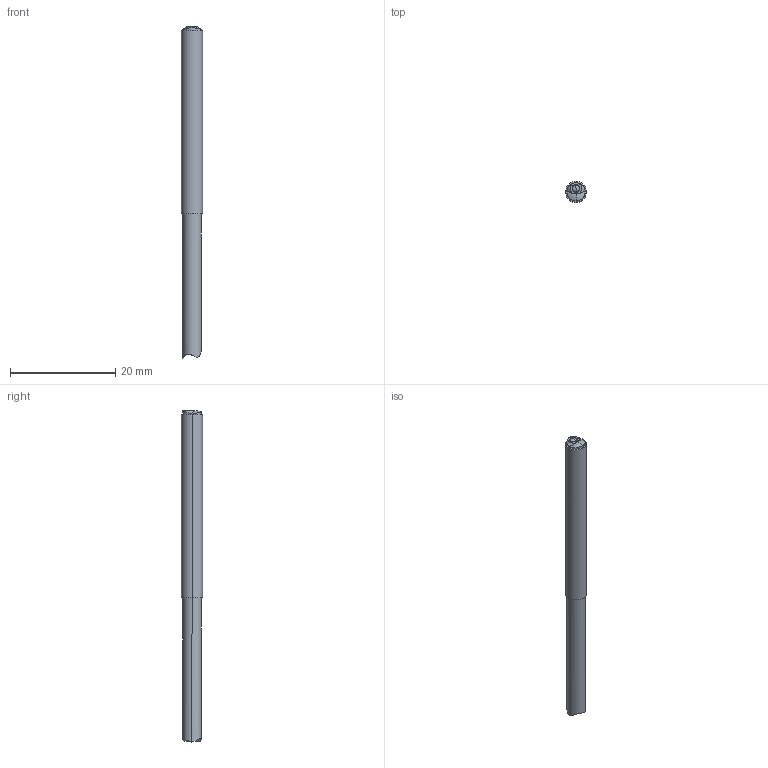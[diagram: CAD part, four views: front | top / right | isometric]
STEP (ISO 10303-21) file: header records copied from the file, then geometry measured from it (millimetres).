
FILE_DESCRIPTION((''),'2;1');
FILE_NAME('214327_ASM','2019-10-07T10:54:35',('pdmadmin'),('BANNER ENGINEERING'),'CREO PARAMETRIC BY PTC INC, 2018300','CREO PARAMETRIC BY PTC INC, 2018300','');
FILE_SCHEMA(('CONFIG_CONTROL_DESIGN'));
Length unit declared in the file: millimetre
Products named in the file (2): 214327; 214327_ASM
Assembly tree (1 placements, depth 2):
  214327_ASM
    214327
Bounding box: 4 x 4 x 63.18 mm (x, y, z)
Volume: 703.3 mm3; surface area: 789 mm2
Topology: 1 solids, 1 shells, 37 faces, 96 edges, 63 vertices
Faces by surface type: plane 11, cylinder 11, bspline 4, revolution 4, cone 4, torus 2, extrusion 1
Entity records: 2277 total; most frequent: CARTESIAN_POINT 1359, ORIENTED_EDGE 184, DIRECTION 163, EDGE_CURVE 92, AXIS2_PLACEMENT_3D 65, VERTEX_POINT 63, EDGE_LOOP 43, FACE_OUTER_BOUND 37
